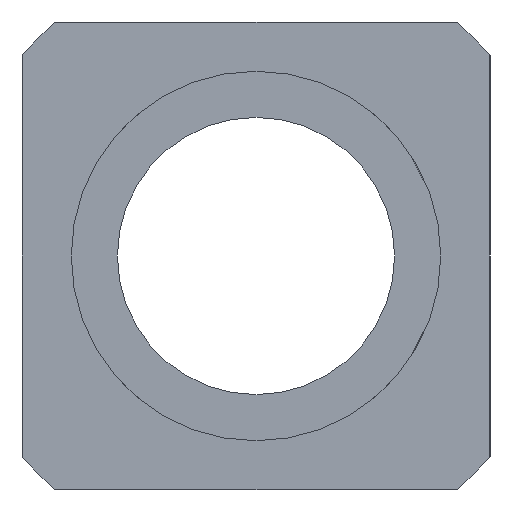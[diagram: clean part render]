
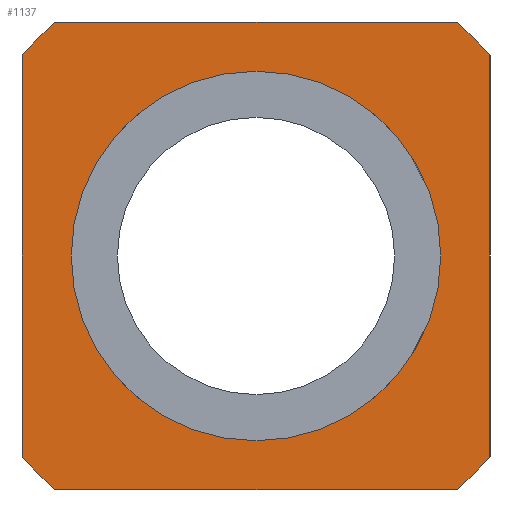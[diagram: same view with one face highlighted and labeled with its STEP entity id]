
A CAD part, left-side view. The second image highlights one B-rep face of the part: STEP entity #1137.
In plain terms, the highlighted planar face has unit normal (-1, 0, 0).
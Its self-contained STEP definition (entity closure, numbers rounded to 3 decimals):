
#93=FACE_BOUND($,#295,.T.);
#94=FACE_BOUND($,#296,.T.);
#107=CIRCLE($,#1154,50.);
#108=CIRCLE($,#1156,50.);
#109=CIRCLE($,#1158,50.);
#157=CIRCLE($,#1257,30.);
#158=CIRCLE($,#1258,50.);
#295=EDGE_LOOP($,(#1005));
#296=EDGE_LOOP($,(#1006,#1007,#1008,#1009,#1010,#1011,#1012,#1013));
#307=LINE($,#1585,#387);
#311=LINE($,#1594,#391);
#315=LINE($,#1603,#395);
#319=LINE($,#1612,#399);
#387=VECTOR($,#1266,64.992);
#391=VECTOR($,#1272,64.992);
#395=VECTOR($,#1278,64.992);
#399=VECTOR($,#1284,64.992);
#466=VERTEX_POINT($,#1581);
#468=VERTEX_POINT($,#1584);
#470=VERTEX_POINT($,#1590);
#472=VERTEX_POINT($,#1593);
#474=VERTEX_POINT($,#1599);
#476=VERTEX_POINT($,#1602);
#478=VERTEX_POINT($,#1608);
#480=VERTEX_POINT($,#1611);
#574=VERTEX_POINT($,#2194);
#576=EDGE_CURVE($,#468,#466,#307,.T.);
#580=EDGE_CURVE($,#472,#470,#311,.T.);
#584=EDGE_CURVE($,#476,#474,#315,.T.);
#588=EDGE_CURVE($,#480,#478,#319,.T.);
#596=EDGE_CURVE($,#472,#478,#107,.T.);
#597=EDGE_CURVE($,#468,#474,#108,.T.);
#598=EDGE_CURVE($,#476,#470,#109,.T.);
#730=EDGE_CURVE($,#574,#574,#157,.T.);
#731=EDGE_CURVE($,#480,#466,#158,.T.);
#1005=ORIENTED_EDGE($,*,*,#730,.T.);
#1006=ORIENTED_EDGE($,*,*,#576,.T.);
#1007=ORIENTED_EDGE($,*,*,#731,.F.);
#1008=ORIENTED_EDGE($,*,*,#588,.T.);
#1009=ORIENTED_EDGE($,*,*,#596,.F.);
#1010=ORIENTED_EDGE($,*,*,#580,.T.);
#1011=ORIENTED_EDGE($,*,*,#598,.F.);
#1012=ORIENTED_EDGE($,*,*,#584,.T.);
#1013=ORIENTED_EDGE($,*,*,#597,.F.);
#1078=PLANE($,#1256);
#1137=ADVANCED_FACE($,(#93,#94),#1078,.T.);
#1154=AXIS2_PLACEMENT_3D($,#1624,#1301,#1302);
#1156=AXIS2_PLACEMENT_3D($,#1626,#1305,#1306);
#1158=AXIS2_PLACEMENT_3D($,#1628,#1309,#1310);
#1256=AXIS2_PLACEMENT_3D($,#2193,#1569,#1570);
#1257=AXIS2_PLACEMENT_3D($,#2195,#1571,#1572);
#1258=AXIS2_PLACEMENT_3D($,#2196,#1573,#1574);
#1266=DIRECTION($,(0.,0.,-1.));
#1272=DIRECTION($,(0.,0.,1.));
#1278=DIRECTION($,(0.,1.,0.));
#1284=DIRECTION($,(0.,-1.,0.));
#1301=DIRECTION('center_axis',(1.,0.,0.));
#1302=DIRECTION('ref_axis',(0.,1.,0.));
#1305=DIRECTION('center_axis',(1.,0.,0.));
#1306=DIRECTION('ref_axis',(0.,1.,0.));
#1309=DIRECTION('center_axis',(1.,0.,0.));
#1310=DIRECTION('ref_axis',(0.,1.,0.));
#1569=DIRECTION('center_axis',(-1.,0.,0.));
#1570=DIRECTION('ref_axis',(0.,0.,1.));
#1571=DIRECTION('center_axis',(1.,0.,0.));
#1572=DIRECTION('ref_axis',(0.,0.,-1.));
#1573=DIRECTION('center_axis',(1.,0.,0.));
#1574=DIRECTION('ref_axis',(0.,1.,0.));
#1581=CARTESIAN_POINT('',(0.,38.,-32.496));
#1584=CARTESIAN_POINT('',(0.,38.,32.496));
#1585=CARTESIAN_POINT($,(0.,38.,-19.));
#1590=CARTESIAN_POINT('',(0.,-38.,32.496));
#1593=CARTESIAN_POINT('',(0.,-38.,-32.496));
#1594=CARTESIAN_POINT($,(0.,-38.,19.));
#1599=CARTESIAN_POINT('',(0.,32.496,38.));
#1602=CARTESIAN_POINT('',(0.,-32.496,38.));
#1603=CARTESIAN_POINT($,(0.,39.,38.));
#1608=CARTESIAN_POINT('',(0.,-32.496,-38.));
#1611=CARTESIAN_POINT('',(0.,32.496,-38.));
#1612=CARTESIAN_POINT($,(0.,1.,-38.));
#1624=CARTESIAN_POINT('Origin',(0.,0.,0.));
#1626=CARTESIAN_POINT('Origin',(0.,0.,0.));
#1628=CARTESIAN_POINT('Origin',(0.,0.,0.));
#2193=CARTESIAN_POINT('Origin',(0.,40.,0.));
#2194=CARTESIAN_POINT('',(0.,0.,
30.));
#2195=CARTESIAN_POINT('Origin',(0.,0.,0.));
#2196=CARTESIAN_POINT('Origin',(0.,0.,0.));
